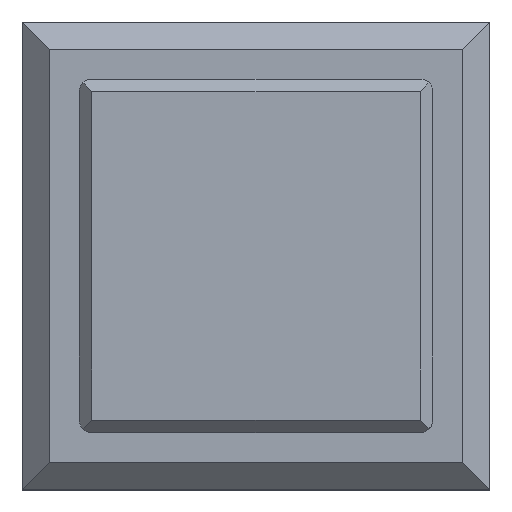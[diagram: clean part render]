
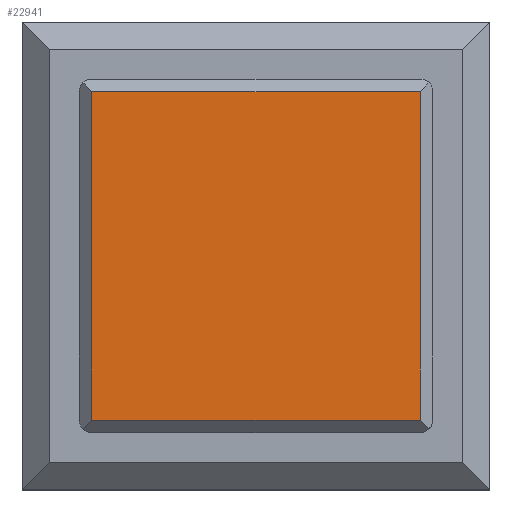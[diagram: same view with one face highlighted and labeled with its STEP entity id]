
A CAD part, top view. The second image highlights one B-rep face of the part: STEP entity #22941.
In plain terms, the highlighted planar face has unit normal (0, 0, 1).
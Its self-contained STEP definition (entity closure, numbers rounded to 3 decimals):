
#1940 = PLANE('',#1941);
#1941 = AXIS2_PLACEMENT_3D('',#1942,#1943,#1944);
#1942 = CARTESIAN_POINT('',(6.85,5.325,4.75));
#1943 = DIRECTION('',(0.707,0.,0.707));
#1944 = DIRECTION('',(0.707,0.,-0.707));
#2078 = PLANE('',#2079);
#2079 = AXIS2_PLACEMENT_3D('',#2080,#2081,#2082);
#2080 = CARTESIAN_POINT('',(-5.325,6.85,4.75));
#2081 = DIRECTION('',(0.,0.707,0.707)
  );
#2082 = DIRECTION('',(1.,0.,0.));
#2175 = VERTEX_POINT('',#2176);
#2176 = CARTESIAN_POINT('',(6.6,6.6,5.));
#2197 = EDGE_CURVE('',#2175,#2198,#2200,.T.);
#2198 = VERTEX_POINT('',#2199);
#2199 = CARTESIAN_POINT('',(6.6,-6.6,5.));
#2200 = SURFACE_CURVE('',#2201,(#2205,#2212),.PCURVE_S1.);
#2201 = LINE('',#2202,#2203);
#2202 = CARTESIAN_POINT('',(6.6,6.6,5.));
#2203 = VECTOR('',#2204,1.);
#2204 = DIRECTION('',(0.,-1.,0.));
#2205 = PCURVE('',#1940,#2206);
#2206 = DEFINITIONAL_REPRESENTATION('',(#2207),#2211);
#2207 = LINE('',#2208,#2209);
#2208 = CARTESIAN_POINT('',(-0.354,1.275));
#2209 = VECTOR('',#2210,1.);
#2210 = DIRECTION('',(0.,-1.));
#2211 = ( GEOMETRIC_REPRESENTATION_CONTEXT(2) 
PARAMETRIC_REPRESENTATION_CONTEXT() REPRESENTATION_CONTEXT('2D SPACE',''
  ) );
#2212 = PCURVE('',#2213,#2218);
#2213 = PLANE('',#2214);
#2214 = AXIS2_PLACEMENT_3D('',#2215,#2216,#2217);
#2215 = CARTESIAN_POINT('',(-3.55,3.55,5.));
#2216 = DIRECTION('',(0.,0.,1.));
#2217 = DIRECTION('',(1.,0.,-0.));
#2218 = DEFINITIONAL_REPRESENTATION('',(#2219),#2223);
#2219 = LINE('',#2220,#2221);
#2220 = CARTESIAN_POINT('',(10.15,3.05));
#2221 = VECTOR('',#2222,1.);
#2222 = DIRECTION('',(0.,-1.));
#2223 = ( GEOMETRIC_REPRESENTATION_CONTEXT(2) 
PARAMETRIC_REPRESENTATION_CONTEXT() REPRESENTATION_CONTEXT('2D SPACE',''
  ) );
#2241 = PLANE('',#2242);
#2242 = AXIS2_PLACEMENT_3D('',#2243,#2244,#2245);
#2243 = CARTESIAN_POINT('',(1.775,-6.85,4.75));
#2244 = DIRECTION('',(0.,-0.707,0.707)
  );
#2245 = DIRECTION('',(1.,0.,0.));
#2595 = EDGE_CURVE('',#2198,#2596,#2598,.T.);
#2596 = VERTEX_POINT('',#2597);
#2597 = CARTESIAN_POINT('',(-6.6,-6.6,5.));
#2598 = SURFACE_CURVE('',#2599,(#2603,#2610),.PCURVE_S1.);
#2599 = LINE('',#2600,#2601);
#2600 = CARTESIAN_POINT('',(6.6,-6.6,5.));
#2601 = VECTOR('',#2602,1.);
#2602 = DIRECTION('',(-1.,0.,0.));
#2603 = PCURVE('',#2241,#2604);
#2604 = DEFINITIONAL_REPRESENTATION('',(#2605),#2609);
#2605 = LINE('',#2606,#2607);
#2606 = CARTESIAN_POINT('',(4.825,0.354));
#2607 = VECTOR('',#2608,1.);
#2608 = DIRECTION('',(-1.,0.));
#2609 = ( GEOMETRIC_REPRESENTATION_CONTEXT(2) 
PARAMETRIC_REPRESENTATION_CONTEXT() REPRESENTATION_CONTEXT('2D SPACE',''
  ) );
#2610 = PCURVE('',#2213,#2611);
#2611 = DEFINITIONAL_REPRESENTATION('',(#2612),#2616);
#2612 = LINE('',#2613,#2614);
#2613 = CARTESIAN_POINT('',(10.15,-10.15));
#2614 = VECTOR('',#2615,1.);
#2615 = DIRECTION('',(-1.,0.));
#2616 = ( GEOMETRIC_REPRESENTATION_CONTEXT(2) 
PARAMETRIC_REPRESENTATION_CONTEXT() REPRESENTATION_CONTEXT('2D SPACE',''
  ) );
#2634 = PLANE('',#2635);
#2635 = AXIS2_PLACEMENT_3D('',#2636,#2637,#2638);
#2636 = CARTESIAN_POINT('',(-6.85,1.775,4.75));
#2637 = DIRECTION('',(-0.707,0.,0.707)
  );
#2638 = DIRECTION('',(0.707,0.,0.707));
#2905 = VERTEX_POINT('',#2906);
#2906 = CARTESIAN_POINT('',(-6.6,6.6,5.));
#2927 = EDGE_CURVE('',#2905,#2175,#2928,.T.);
#2928 = SURFACE_CURVE('',#2929,(#2933,#2940),.PCURVE_S1.);
#2929 = LINE('',#2930,#2931);
#2930 = CARTESIAN_POINT('',(-6.6,6.6,5.));
#2931 = VECTOR('',#2932,1.);
#2932 = DIRECTION('',(1.,0.,0.));
#2933 = PCURVE('',#2078,#2934);
#2934 = DEFINITIONAL_REPRESENTATION('',(#2935),#2939);
#2935 = LINE('',#2936,#2937);
#2936 = CARTESIAN_POINT('',(-1.275,-0.354));
#2937 = VECTOR('',#2938,1.);
#2938 = DIRECTION('',(1.,0.));
#2939 = ( GEOMETRIC_REPRESENTATION_CONTEXT(2) 
PARAMETRIC_REPRESENTATION_CONTEXT() REPRESENTATION_CONTEXT('2D SPACE',''
  ) );
#2940 = PCURVE('',#2213,#2941);
#2941 = DEFINITIONAL_REPRESENTATION('',(#2942),#2946);
#2942 = LINE('',#2943,#2944);
#2943 = CARTESIAN_POINT('',(-3.05,3.05));
#2944 = VECTOR('',#2945,1.);
#2945 = DIRECTION('',(1.,0.));
#2946 = ( GEOMETRIC_REPRESENTATION_CONTEXT(2) 
PARAMETRIC_REPRESENTATION_CONTEXT() REPRESENTATION_CONTEXT('2D SPACE',''
  ) );
#3025 = EDGE_CURVE('',#2596,#2905,#3026,.T.);
#3026 = SURFACE_CURVE('',#3027,(#3031,#3038),.PCURVE_S1.);
#3027 = LINE('',#3028,#3029);
#3028 = CARTESIAN_POINT('',(-6.6,-6.6,5.));
#3029 = VECTOR('',#3030,1.);
#3030 = DIRECTION('',(0.,1.,0.));
#3031 = PCURVE('',#2634,#3032);
#3032 = DEFINITIONAL_REPRESENTATION('',(#3033),#3037);
#3033 = LINE('',#3034,#3035);
#3034 = CARTESIAN_POINT('',(0.354,-8.375));
#3035 = VECTOR('',#3036,1.);
#3036 = DIRECTION('',(0.,1.));
#3037 = ( GEOMETRIC_REPRESENTATION_CONTEXT(2) 
PARAMETRIC_REPRESENTATION_CONTEXT() REPRESENTATION_CONTEXT('2D SPACE',''
  ) );
#3038 = PCURVE('',#2213,#3039);
#3039 = DEFINITIONAL_REPRESENTATION('',(#3040),#3044);
#3040 = LINE('',#3041,#3042);
#3041 = CARTESIAN_POINT('',(-3.05,-10.15));
#3042 = VECTOR('',#3043,1.);
#3043 = DIRECTION('',(0.,1.));
#3044 = ( GEOMETRIC_REPRESENTATION_CONTEXT(2) 
PARAMETRIC_REPRESENTATION_CONTEXT() REPRESENTATION_CONTEXT('2D SPACE',''
  ) );
#22941 = ADVANCED_FACE('',(#22942),#2213,.T.);
#22942 = FACE_BOUND('',#22943,.T.);
#22943 = EDGE_LOOP('',(#22944,#22945,#22946,#22947));
#22944 = ORIENTED_EDGE('',*,*,#3025,.F.);
#22945 = ORIENTED_EDGE('',*,*,#2595,.F.);
#22946 = ORIENTED_EDGE('',*,*,#2197,.F.);
#22947 = ORIENTED_EDGE('',*,*,#2927,.F.);
